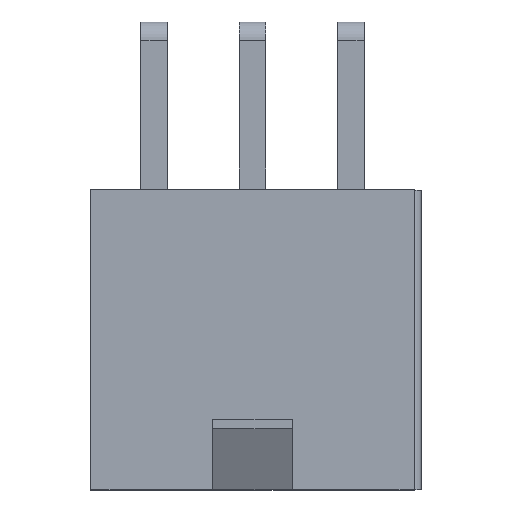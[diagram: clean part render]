
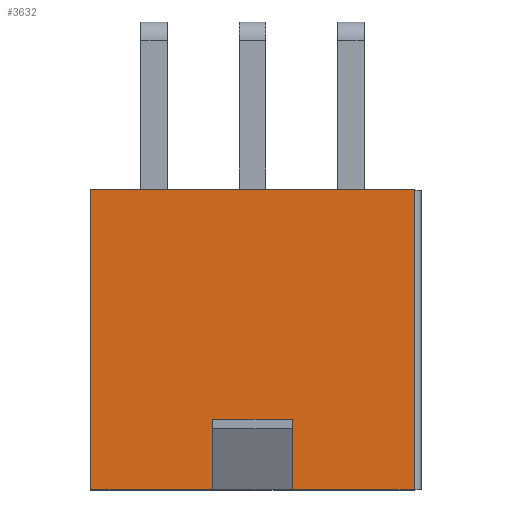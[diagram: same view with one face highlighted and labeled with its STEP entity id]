
A CAD part, top view. The second image highlights one B-rep face of the part: STEP entity #3632.
In plain terms, the highlighted planar face has unit normal (0, 0, 1).
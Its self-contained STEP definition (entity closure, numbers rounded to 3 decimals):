
#465=ORIENTED_EDGE('',*,*,#1455,.F.);
#466=ORIENTED_EDGE('',*,*,#1456,.F.);
#467=ORIENTED_EDGE('',*,*,#1457,.F.);
#468=ORIENTED_EDGE('',*,*,#1369,.F.);
#469=ORIENTED_EDGE('',*,*,#1458,.T.);
#470=ORIENTED_EDGE('',*,*,#1324,.T.);
#471=ORIENTED_EDGE('',*,*,#1459,.F.);
#472=ORIENTED_EDGE('',*,*,#1364,.F.);
#1324=EDGE_CURVE('',#1815,#1813,#2125,.T.);
#1364=EDGE_CURVE('',#1850,#1851,#2164,.T.);
#1369=EDGE_CURVE('',#1854,#1848,#2168,.T.);
#1455=EDGE_CURVE('',#1934,#1850,#2254,.T.);
#1456=EDGE_CURVE('',#1935,#1934,#2255,.T.);
#1457=EDGE_CURVE('',#1848,#1935,#2256,.T.);
#1458=EDGE_CURVE('',#1854,#1815,#2257,.T.);
#1459=EDGE_CURVE('',#1851,#1813,#2258,.T.);
#1813=VERTEX_POINT('',#5726);
#1815=VERTEX_POINT('',#5729);
#1848=VERTEX_POINT('',#5800);
#1850=VERTEX_POINT('',#5804);
#1851=VERTEX_POINT('',#5806);
#1854=VERTEX_POINT('',#5813);
#1934=VERTEX_POINT('',#5991);
#1935=VERTEX_POINT('',#5993);
#2125=LINE('',#5728,#2588);
#2164=LINE('',#5805,#2627);
#2168=LINE('',#5814,#2631);
#2254=LINE('',#5990,#2717);
#2255=LINE('',#5992,#2718);
#2256=LINE('',#5994,#2719);
#2257=LINE('',#5995,#2720);
#2258=LINE('',#5996,#2721);
#2588=VECTOR('',#4171,1000.);
#2627=VECTOR('',#4214,1000.);
#2631=VECTOR('',#4220,1000.);
#2717=VECTOR('',#4328,1000.);
#2718=VECTOR('',#4329,1000.);
#2719=VECTOR('',#4330,1000.);
#2720=VECTOR('',#4331,1000.);
#2721=VECTOR('',#4332,1000.);
#3017=EDGE_LOOP('',(#465,#466,#467,#468,#469,#470,#471,#472));
#3250=FACE_BOUND('',#3017,.T.);
#3441=PLANE('',#3860);
#3632=ADVANCED_FACE('',(#3250),#3441,.T.);
#3860=AXIS2_PLACEMENT_3D('',#5989,#4326,#4327);
#4171=DIRECTION('',(-1.,0.,0.));
#4214=DIRECTION('',(-1.,0.,0.));
#4220=DIRECTION('',(-1.,0.,0.));
#4326=DIRECTION('',(0.,0.,1.));
#4327=DIRECTION('',(1.,0.,0.));
#4328=DIRECTION('',(0.,-1.,0.));
#4329=DIRECTION('',(-1.,0.,0.));
#4330=DIRECTION('',(0.,1.,0.));
#4331=DIRECTION('',(0.,1.,0.));
#4332=DIRECTION('',(0.,1.,0.));
#5726=CARTESIAN_POINT('',(-6.9,6.4,4.8));
#5728=CARTESIAN_POINT('',(6.9,6.4,4.8));
#5729=CARTESIAN_POINT('',(6.9,6.4,4.8));
#5800=CARTESIAN_POINT('',(1.7,-6.4,4.8));
#5804=CARTESIAN_POINT('',(-1.7,-6.4,4.8));
#5805=CARTESIAN_POINT('',(6.9,-6.4,4.8));
#5806=CARTESIAN_POINT('',(-6.9,-6.4,4.8));
#5813=CARTESIAN_POINT('',(6.9,-6.4,4.8));
#5814=CARTESIAN_POINT('',(6.9,-6.4,4.8));
#5989=CARTESIAN_POINT('',(6.9,-6.4,4.8));
#5990=CARTESIAN_POINT('',(-1.7,-3.4,4.8));
#5991=CARTESIAN_POINT('',(-1.7,-3.4,4.8));
#5992=CARTESIAN_POINT('',(1.7,-3.4,4.8));
#5993=CARTESIAN_POINT('',(1.7,-3.4,4.8));
#5994=CARTESIAN_POINT('',(1.7,-6.4,4.8));
#5995=CARTESIAN_POINT('',(6.9,-6.4,4.8));
#5996=CARTESIAN_POINT('',(-6.9,-6.4,4.8));
